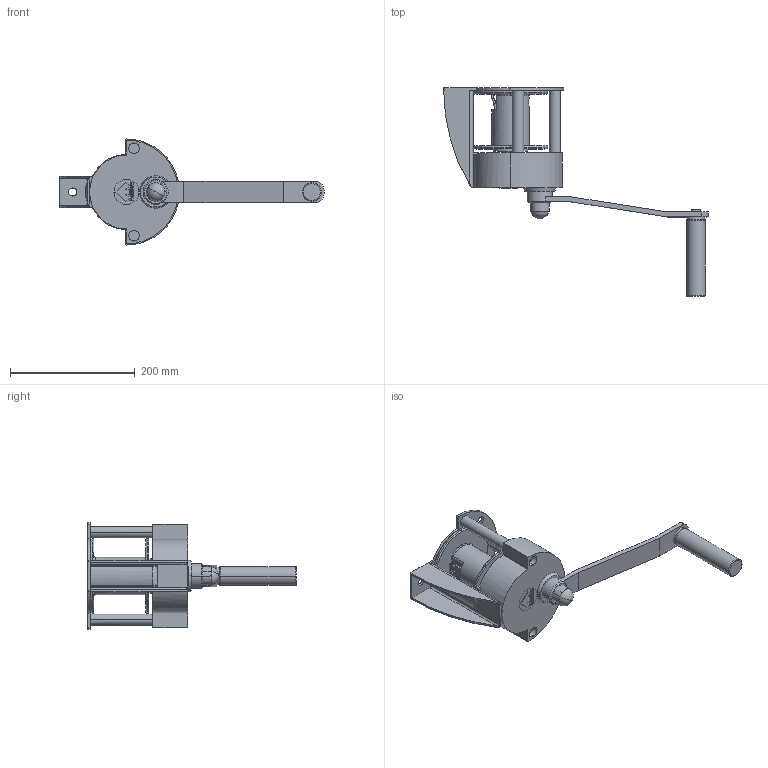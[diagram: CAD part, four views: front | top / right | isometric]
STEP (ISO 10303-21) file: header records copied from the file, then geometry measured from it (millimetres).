
FILE_DESCRIPTION(('CoCreate Modeling STEP Export'),'2;1');
FILE_NAME('205986_WV300.stp','2009-08-25T18:06:43',(''),(''),'CoCreate Modeling STEP processor for AP214 (Solid Model)','CoCreate Modeling 16.00A 16-Aug-2008 (C) Parametric Technology GmbH','');
FILE_SCHEMA(('AUTOMOTIVE_DESIGN { 1 0 10303 214 1 1 1 1 }'));
Length unit declared in the file: millimetre
Products named in the file (3): Seilwinde; Kurbel; Seilwinde-TANGO-WV300_205986A
Assembly tree (2 placements, depth 2):
  Seilwinde-TANGO-WV300_205986A
    Kurbel
    Seilwinde
Bounding box: 423.75 x 333.9 x 170 mm (x, y, z)
Volume: 1649015.7 mm3; surface area: 271932.9 mm2
Topology: 2 solids, 15 shells, 464 faces, 1144 edges, 741 vertices
Faces by surface type: plane 223, cylinder 158, torus 35, cone 34, bspline 10, sphere 4
Entity records: 20296 total; most frequent: CARTESIAN_POINT 8225, ORIENTED_EDGE 2280, DIRECTION 1730, EDGE_CURVE 1140, VERTEX_POINT 741, VECTOR 604, LINE 604, AXIS2_PLACEMENT_3D 563
